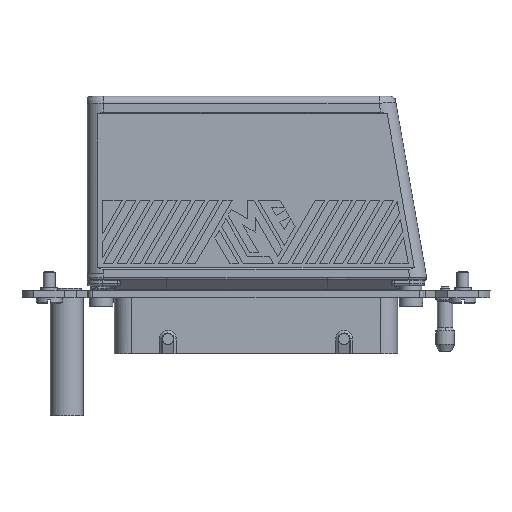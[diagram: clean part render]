
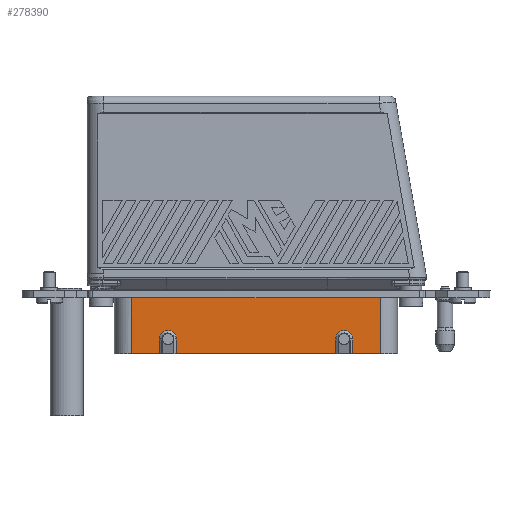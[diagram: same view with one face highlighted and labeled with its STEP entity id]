
A CAD part, front view. The second image highlights one B-rep face of the part: STEP entity #278390.
In plain terms, the highlighted face is planar.
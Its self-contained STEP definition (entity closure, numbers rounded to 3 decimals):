
#212640=CARTESIAN_POINT('',(25.125,45.037,
48.654));
#212650=VERTEX_POINT('',#212640);
#276880=CARTESIAN_POINT('',(25.125,45.037,
-56.571));
#276890=VERTEX_POINT('',#276880);
#277170=CARTESIAN_POINT('',(25.125,20.,
-56.571));
#277180=DIRECTION('',(0.,1.,0.));
#277190=VECTOR('',#277180,1.);
#277200=LINE('',#277170,#277190);
#277210=CARTESIAN_POINT('',(25.125,19.783,
-56.571));
#277220=VERTEX_POINT('',#277210);
#277230=EDGE_CURVE('',#277220,#276890,#277200,.T.);
#277450=CARTESIAN_POINT('',(25.125,19.716,
-46.453));
#277460=DIRECTION('',(-1.,0.,0.));
#277470=DIRECTION('',(0.,0.,1.));
#277480=AXIS2_PLACEMENT_3D('',#277450,#277460,#277470);
#277490=PLANE('',#277480);
#277500=CARTESIAN_POINT('',(25.125,22.91,
29.69));
#277510=DIRECTION('',(0.,1.,0.));
#277520=VECTOR('',#277510,1.);
#277530=LINE('',#277500,#277520);
#277540=CARTESIAN_POINT('',(25.125,19.783,
29.69));
#277550=VERTEX_POINT('',#277540);
#277560=CARTESIAN_POINT('',(25.125,26.037,
29.69));
#277570=VERTEX_POINT('',#277560);
#277580=EDGE_CURVE('',#277550,#277570,#277530,.T.);
#277590=ORIENTED_EDGE('',*,*,#277580,.T.);
#277600=CARTESIAN_POINT('',(25.125,19.783,
-16.957));
#277610=DIRECTION('',(0.,0.,1.));
#277620=VECTOR('',#277610,1.);
#277630=LINE('',#277600,#277620);
#277640=CARTESIAN_POINT('',(25.125,19.783,
-37.598));
#277650=VERTEX_POINT('',#277640);
#277660=EDGE_CURVE('',#277650,#277550,#277630,.T.);
#277670=ORIENTED_EDGE('',*,*,#277660,.T.);
#277680=CARTESIAN_POINT('',(25.125,22.91,
-37.598));
#277690=DIRECTION('',(0.,-1.,0.));
#277700=VECTOR('',#277690,1.);
#277710=LINE('',#277680,#277700);
#277720=CARTESIAN_POINT('',(25.125,26.037,
-37.598));
#277730=VERTEX_POINT('',#277720);
#277740=EDGE_CURVE('',#277730,#277650,#277710,.T.);
#277750=ORIENTED_EDGE('',*,*,#277740,.T.);
#277760=CARTESIAN_POINT('',(25.125,26.037,
-41.198));
#277770=DIRECTION('',(1.,0.,0.));
#277780=DIRECTION('',(0.,0.,-1.));
#277790=AXIS2_PLACEMENT_3D('',#277760,#277770,#277780);
#277800=CIRCLE('',#277790,3.6);
#277810=CARTESIAN_POINT('',(25.125,26.037,
-44.798));
#277820=VERTEX_POINT('',#277810);
#277830=EDGE_CURVE('',#277820,#277730,#277800,.T.);
#277840=ORIENTED_EDGE('',*,*,#277830,.T.);
#277850=CARTESIAN_POINT('',(25.125,22.91,
-44.798));
#277860=DIRECTION('',(0.,1.,0.));
#277870=VECTOR('',#277860,1.);
#277880=LINE('',#277850,#277870);
#277890=CARTESIAN_POINT('',(25.125,19.783,
-44.798));
#277900=VERTEX_POINT('',#277890);
#277910=EDGE_CURVE('',#277900,#277820,#277880,.T.);
#277920=ORIENTED_EDGE('',*,*,#277910,.T.);
#277930=CARTESIAN_POINT('',(25.125,19.783,
-37.457));
#277940=DIRECTION('',(0.,0.,1.));
#277950=VECTOR('',#277940,1.);
#277960=LINE('',#277930,#277950);
#277970=EDGE_CURVE('',#277220,#277900,#277960,.T.);
#277980=ORIENTED_EDGE('',*,*,#277970,.T.);
#277990=ORIENTED_EDGE('',*,*,#277230,.F.);
#278000=CARTESIAN_POINT('',(25.125,45.037,
-41.453));
#278010=DIRECTION('',(0.,0.,1.));
#278020=VECTOR('',#278010,1.);
#278030=LINE('',#278000,#278020);
#278040=EDGE_CURVE('',#276890,#212650,#278030,.T.);
#278050=ORIENTED_EDGE('',*,*,#278040,.F.);
#278060=CARTESIAN_POINT('',(25.125,20.,
48.654));
#278070=DIRECTION('',(0.,-1.,0.));
#278080=VECTOR('',#278070,1.);
#278090=LINE('',#278060,#278080);
#278100=CARTESIAN_POINT('',(25.125,19.783,
48.654));
#278110=VERTEX_POINT('',#278100);
#278120=EDGE_CURVE('',#212650,#278110,#278090,.T.);
#278130=ORIENTED_EDGE('',*,*,#278120,.F.);
#278140=CARTESIAN_POINT('',(25.125,19.783,
9.533));
#278150=DIRECTION('',(0.,0.,1.));
#278160=VECTOR('',#278150,1.);
#278170=LINE('',#278140,#278160);
#278180=CARTESIAN_POINT('',(25.125,19.783,
36.89));
#278190=VERTEX_POINT('',#278180);
#278200=EDGE_CURVE('',#278190,#278110,#278170,.T.);
#278210=ORIENTED_EDGE('',*,*,#278200,.T.);
#278220=CARTESIAN_POINT('',(25.125,22.91,
36.89));
#278230=DIRECTION('',(0.,-1.,0.));
#278240=VECTOR('',#278230,1.);
#278250=LINE('',#278220,#278240);
#278260=CARTESIAN_POINT('',(25.125,26.037,
36.89));
#278270=VERTEX_POINT('',#278260);
#278280=EDGE_CURVE('',#278270,#278190,#278250,.T.);
#278290=ORIENTED_EDGE('',*,*,#278280,.T.);
#278300=CARTESIAN_POINT('',(25.125,26.037,
33.29));
#278310=DIRECTION('',(1.,0.,0.));
#278320=DIRECTION('',(0.,0.,-1.));
#278330=AXIS2_PLACEMENT_3D('',#278300,#278310,#278320);
#278340=CIRCLE('',#278330,3.6);
#278350=EDGE_CURVE('',#277570,#278270,#278340,.T.);
#278360=ORIENTED_EDGE('',*,*,#278350,.T.);
#278370=EDGE_LOOP('',(#278360,#278290,#278210,#278130,#278050,#277990,
#277980,#277920,#277840,#277750,#277670,#277590));
#278380=FACE_OUTER_BOUND('',#278370,.T.);
#278390=ADVANCED_FACE('',(#278380),#277490,.T.);
